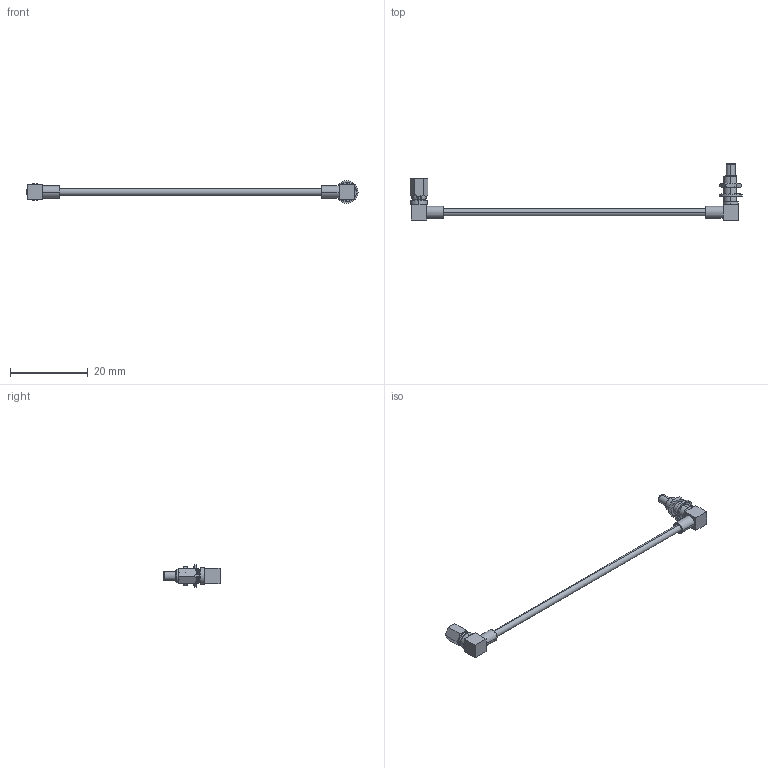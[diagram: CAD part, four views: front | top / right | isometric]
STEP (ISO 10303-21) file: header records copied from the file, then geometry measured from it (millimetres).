
FILE_DESCRIPTION (( 'STEP AP214' ), '1' );
FILE_NAME ('PE3C4460.step', '2020-04-20T15:50:06', ( '' ), ( '' ), 'SwSTEP 2.0', 'SolidWorks 2018', '' );
FILE_SCHEMA (( 'AUTOMOTIVE_DESIGN' ));
Length unit declared in the file: millimetre
Products named in the file (7): RG178BU_3"; PE45386-MA4; PE45381/FMCN1266(Ticket #1343)___; PE45386/FMCN1271(Ticket #1331)___; PE45386/FMCN1271(Ticket #1331)-MA1___; PE45386-MA5___; PE3C4460
Assembly tree (6 placements, depth 3):
  PE3C4460
    RG178BU_3"
    PE45381/FMCN1266(Ticket #1343)___
    PE45386/FMCN1271(Ticket #1331)___
      PE45386/FMCN1271(Ticket #1331)-MA1___
      PE45386-MA5___
      PE45386-MA4
Bounding box: 85.35 x 14.48 x 5.8 mm (x, y, z)
Volume: 498.4 mm3; surface area: 1303 mm2
Topology: 5 solids, 5 shells, 287 faces, 708 edges, 446 vertices
Faces by surface type: plane 176, cylinder 67, cone 37, bspline 3, torus 2, sphere 2
Entity records: 9372 total; most frequent: CARTESIAN_POINT 2370, ORIENTED_EDGE 1408, DIRECTION 1381, EDGE_CURVE 704, AXIS2_PLACEMENT_3D 477, VERTEX_POINT 444, VECTOR 427, LINE 427
